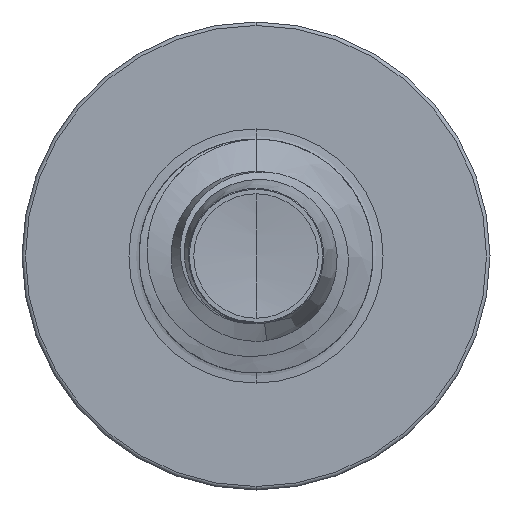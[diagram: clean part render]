
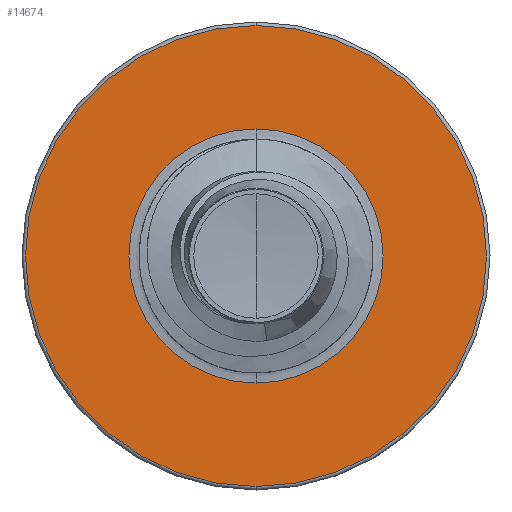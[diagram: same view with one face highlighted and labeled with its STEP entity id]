
A CAD part, front view. The second image highlights one B-rep face of the part: STEP entity #14674.
In plain terms, the highlighted planar face has unit normal (0, -1, 0).
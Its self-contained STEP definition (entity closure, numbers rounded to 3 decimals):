
#197 = AXIS2_PLACEMENT_3D ( 'NONE', #12938, #12935, #14920 ) ;
#748 = AXIS2_PLACEMENT_3D ( 'NONE', #8814, #8775, #8752 ) ;
#1480 = EDGE_CURVE ( 'NONE', #2734, #9331, #15415, .T. ) ;
#2734 = VERTEX_POINT ( 'NONE', #11346 ) ;
#4028 = DIRECTION ( 'NONE',  ( 0., 0., 1. ) ) ;
#4036 = DIRECTION ( 'NONE',  ( 0., 1., 0. ) ) ;
#4049 = CARTESIAN_POINT ( 'NONE',  ( 0., 6., 0. ) ) ;
#4165 = CARTESIAN_POINT ( 'NONE',  ( 0., 6., 1.086 ) ) ;
#5511 = ORIENTED_EDGE ( 'NONE', *, *, #9534, .T. ) ;
#6125 = FACE_OUTER_BOUND ( 'NONE', #16016, .T. ) ;
#6426 = CIRCLE ( 'NONE', #16392, 1.97 ) ;
#7282 = CIRCLE ( 'NONE', #11264, 1.086 ) ;
#7719 = VERTEX_POINT ( 'NONE', #9536 ) ;
#8204 = ORIENTED_EDGE ( 'NONE', *, *, #9148, .F. ) ;
#8752 = DIRECTION ( 'NONE',  ( 0., 0., 1. ) ) ;
#8775 = DIRECTION ( 'NONE',  ( 0., 1., 0. ) ) ;
#8814 = CARTESIAN_POINT ( 'NONE',  ( 0., 6., -1.086 ) ) ;
#8851 = EDGE_CURVE ( 'NONE', #11230, #7719, #7282, .T. ) ;
#9009 = PLANE ( 'NONE',  #748 ) ;
#9148 = EDGE_CURVE ( 'NONE', #9331, #2734, #6426, .T. ) ;
#9331 = VERTEX_POINT ( 'NONE', #15993 ) ;
#9416 = EDGE_LOOP ( 'NONE', ( #15616, #5511 ) ) ;
#9534 = EDGE_CURVE ( 'NONE', #7719, #11230, #12469, .T. ) ;
#9536 = CARTESIAN_POINT ( 'NONE',  ( 0., 6., -1.086 ) ) ;
#10413 = FACE_BOUND ( 'NONE', #9416, .T. ) ;
#11230 = VERTEX_POINT ( 'NONE', #4165 ) ;
#11264 = AXIS2_PLACEMENT_3D ( 'NONE', #4049, #4036, #4028 ) ;
#11346 = CARTESIAN_POINT ( 'NONE',  ( 0., 6., -1.97 ) ) ;
#12469 = CIRCLE ( 'NONE', #12637, 1.086 ) ;
#12637 = AXIS2_PLACEMENT_3D ( 'NONE', #15327, #15311, #15301 ) ;
#12935 = DIRECTION ( 'NONE',  ( 0., 1., 0. ) ) ;
#12938 = CARTESIAN_POINT ( 'NONE',  ( 0., 6., 0. ) ) ;
#14072 = ORIENTED_EDGE ( 'NONE', *, *, #1480, .F. ) ;
#14674 = ADVANCED_FACE ( 'NONE', ( #6125, #10413 ), #9009, .F. ) ;
#14920 = DIRECTION ( 'NONE',  ( 0., 0., 1. ) ) ;
#15301 = DIRECTION ( 'NONE',  ( 0., 0., 1. ) ) ;
#15311 = DIRECTION ( 'NONE',  ( 0., 1., 0. ) ) ;
#15327 = CARTESIAN_POINT ( 'NONE',  ( 0., 6., 0. ) ) ;
#15415 = CIRCLE ( 'NONE', #197, 1.97 ) ;
#15616 = ORIENTED_EDGE ( 'NONE', *, *, #8851, .T. ) ;
#15993 = CARTESIAN_POINT ( 'NONE',  ( 0., 6., 1.97 ) ) ;
#16016 = EDGE_LOOP ( 'NONE', ( #8204, #14072 ) ) ;
#16371 = DIRECTION ( 'NONE',  ( 0., 0., 1. ) ) ;
#16377 = DIRECTION ( 'NONE',  ( 0., 1., 0. ) ) ;
#16383 = CARTESIAN_POINT ( 'NONE',  ( 0., 6., 0. ) ) ;
#16392 = AXIS2_PLACEMENT_3D ( 'NONE', #16383, #16377, #16371 ) ;
